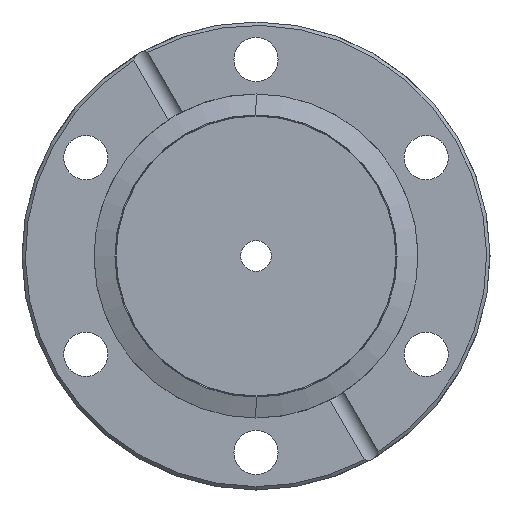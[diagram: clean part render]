
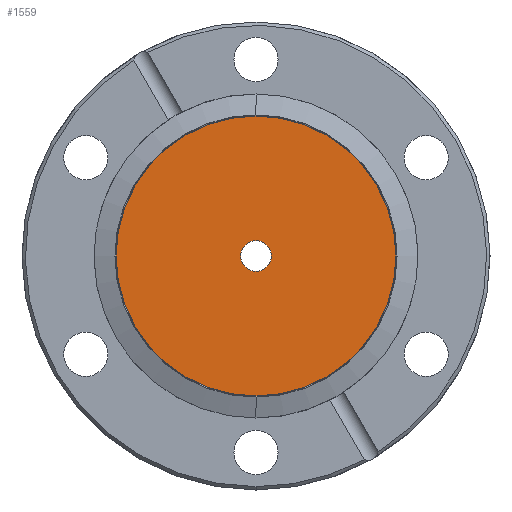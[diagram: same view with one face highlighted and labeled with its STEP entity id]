
A CAD part, left-side view. The second image highlights one B-rep face of the part: STEP entity #1559.
In plain terms, the highlighted planar face has unit normal (-1, 0, 0).
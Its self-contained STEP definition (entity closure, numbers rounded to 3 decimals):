
#46 = EDGE_CURVE ( 'NONE', #1950, #686, #2528, .T. ) ;
#126 = EDGE_LOOP ( 'NONE', ( #2272, #2236 ) ) ;
#175 = DIRECTION ( 'NONE',  ( -1., 0., 0. ) ) ;
#231 = AXIS2_PLACEMENT_3D ( 'NONE', #2347, #2362, #2384 ) ;
#346 = CARTESIAN_POINT ( 'NONE',  ( 1.2, 0., -2.3 ) ) ;
#462 = DIRECTION ( 'NONE',  ( 0., 0., -1. ) ) ;
#686 = VERTEX_POINT ( 'NONE', #3541 ) ;
#757 = PLANE ( 'NONE',  #231 ) ;
#836 = CIRCLE ( 'NONE', #3022, 20.898 ) ;
#973 = AXIS2_PLACEMENT_3D ( 'NONE', #3171, #1092, #3520 ) ;
#1092 = DIRECTION ( 'NONE',  ( -1., 0., 0. ) ) ;
#1249 = VERTEX_POINT ( 'NONE', #3345 ) ;
#1387 = AXIS2_PLACEMENT_3D ( 'NONE', #1909, #2207, #462 ) ;
#1559 = ADVANCED_FACE ( 'NONE', ( #3737, #3674 ), #757, .T. ) ;
#1719 = EDGE_LOOP ( 'NONE', ( #2226, #3156 ) ) ;
#1776 = EDGE_CURVE ( 'NONE', #686, #1950, #4581, .T. ) ;
#1909 = CARTESIAN_POINT ( 'NONE',  ( 1.2, 0., 0. ) ) ;
#1950 = VERTEX_POINT ( 'NONE', #346 ) ;
#1960 = CIRCLE ( 'NONE', #973, 20.898 ) ;
#2022 = CARTESIAN_POINT ( 'NONE',  ( 1.2, 0., 0. ) ) ;
#2207 = DIRECTION ( 'NONE',  ( -1., 0., 0. ) ) ;
#2226 = ORIENTED_EDGE ( 'NONE', *, *, #46, .F. ) ;
#2236 = ORIENTED_EDGE ( 'NONE', *, *, #2726, .T. ) ;
#2272 = ORIENTED_EDGE ( 'NONE', *, *, #2525, .T. ) ;
#2341 = CARTESIAN_POINT ( 'NONE',  ( 1.2, 0., 0. ) ) ;
#2347 = CARTESIAN_POINT ( 'NONE',  ( 1.2, 0., 0. ) ) ;
#2362 = DIRECTION ( 'NONE',  ( -1., 0., 0. ) ) ;
#2384 = DIRECTION ( 'NONE',  ( 0., 0., 1. ) ) ;
#2497 = CARTESIAN_POINT ( 'NONE',  ( 1.2, 0., -20.898 ) ) ;
#2525 = EDGE_CURVE ( 'NONE', #1249, #3005, #836, .T. ) ;
#2528 = CIRCLE ( 'NONE', #3085, 2.3 ) ;
#2687 = DIRECTION ( 'NONE',  ( 0., 0., 1. ) ) ;
#2726 = EDGE_CURVE ( 'NONE', #3005, #1249, #1960, .T. ) ;
#3005 = VERTEX_POINT ( 'NONE', #2497 ) ;
#3022 = AXIS2_PLACEMENT_3D ( 'NONE', #2341, #175, #2687 ) ;
#3085 = AXIS2_PLACEMENT_3D ( 'NONE', #2022, #4454, #4540 ) ;
#3156 = ORIENTED_EDGE ( 'NONE', *, *, #1776, .F. ) ;
#3171 = CARTESIAN_POINT ( 'NONE',  ( 1.2, 0., 0. ) ) ;
#3345 = CARTESIAN_POINT ( 'NONE',  ( 1.2, 0., 20.898 ) ) ;
#3520 = DIRECTION ( 'NONE',  ( 0., 0., 1. ) ) ;
#3541 = CARTESIAN_POINT ( 'NONE',  ( 1.2, 0., 2.3 ) ) ;
#3674 = FACE_BOUND ( 'NONE', #1719, .T. ) ;
#3737 = FACE_OUTER_BOUND ( 'NONE', #126, .T. ) ;
#4454 = DIRECTION ( 'NONE',  ( -1., 0., 0. ) ) ;
#4540 = DIRECTION ( 'NONE',  ( 0., 0., -1. ) ) ;
#4581 = CIRCLE ( 'NONE', #1387, 2.3 ) ;
